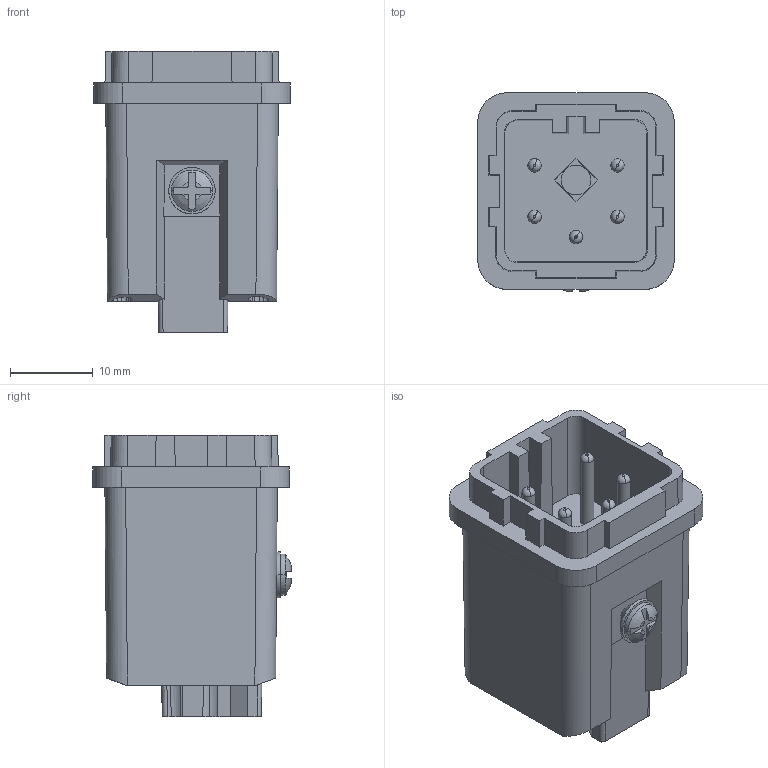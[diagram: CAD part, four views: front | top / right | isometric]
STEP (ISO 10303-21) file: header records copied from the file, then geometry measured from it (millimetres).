
FILE_DESCRIPTION(('HOOPS Exchange Step'),'2;1');
FILE_NAME('export-6ACF37F9-B6E5-4F86-A542-26CCB139A324.stp','2023-01-31T11:17:05+01:00',('Engineering'),('Alibre'),'HOOPS Exchange 2021.0','Alibre','Unknown authorisation');
FILE_SCHEMA( ('AP242_MANAGED_MODEL_BASED_3D_ENGINEERING_MIM_LF {1 0 10303 442 1 1 4 }') );
Length unit declared in the file: millimetre
Products named in the file (2): 6239-1 Contact insert - HC-A04-I-PT-M - 1585278 - (4+PE) Male; 6239 Contact insert - HC-A04-I-PT-M - 1585278 - (4+PE) Male
Assembly tree (1 placements, depth 2):
  6239 Contact insert - HC-A04-I-PT-M - 1585278 - (4+PE) Male
    6239-1 Contact insert - HC-A04-I-PT-M - 1585278 - (4+PE) Male
Bounding box: 23.7 x 23.9 x 33.9 mm (x, y, z)
Volume: 9165.7 mm3; surface area: 5440.5 mm2
Topology: 1 solids, 1 shells, 452 faces, 1284 edges, 854 vertices
Faces by surface type: plane 268, cylinder 102, cone 68, torus 10, sphere 2, bspline 2
Entity records: 17916 total; most frequent: CARTESIAN_POINT 6098, ORIENTED_EDGE 2568, DIRECTION 2277, EDGE_CURVE 1284, VERTEX_POINT 854, VECTOR 789, LINE 789, AXIS2_PLACEMENT_3D 744
